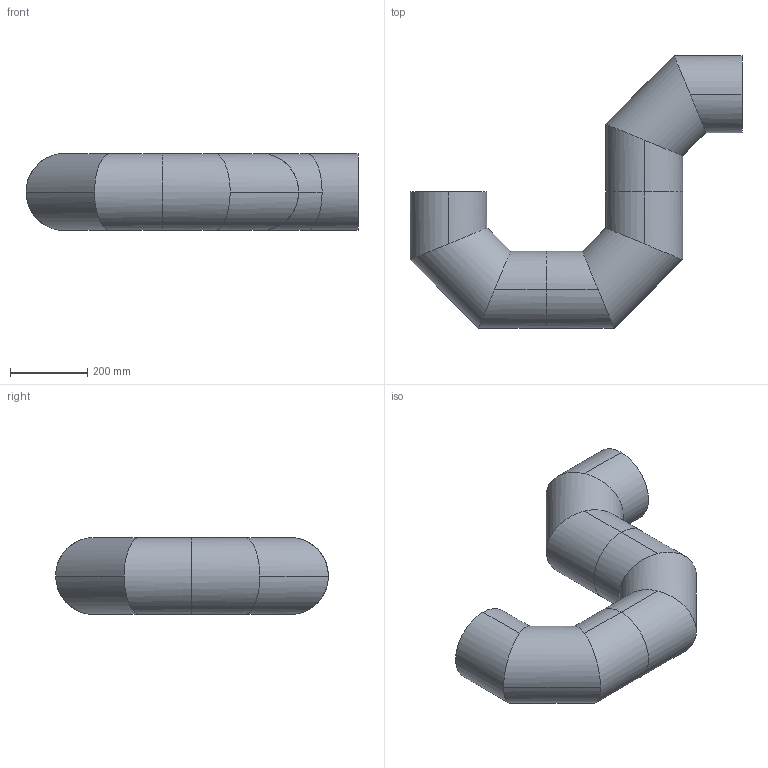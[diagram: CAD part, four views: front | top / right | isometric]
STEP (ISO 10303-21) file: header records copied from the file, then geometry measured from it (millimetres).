
FILE_DESCRIPTION (( 'STEP AP203' ), '1' );
FILE_NAME ('581208080.STEP', '2012-12-28T16:45:31', ( '' ), ( '' ), 'SwSTEP 2.0', 'SolidWorks 2013', '' );
FILE_SCHEMA (( 'CONFIG_CONTROL_DESIGN' ));
Length unit declared in the file: inch
Products named in the file (2): 581203080; 581208080
Assembly tree (3 placements, depth 2):
  581208080
    581203080  x3
Bounding box: 861.95 x 707.9 x 199.9 mm (x, y, z)
Volume: 13661182.1 mm3; surface area: 1562626.1 mm2
Topology: 3 solids, 3 shells, 42 faces, 108 edges, 72 vertices
Faces by surface type: cylinder 36, plane 6
Entity records: 696 total; most frequent: CARTESIAN_POINT 128, ORIENTED_EDGE 72, DIRECTION 68, EDGE_CURVE 36, AXIS2_PLACEMENT_3D 28, VERTEX_POINT 24, PERSON_AND_ORGANIZATION 19, CALENDAR_DATE 16
